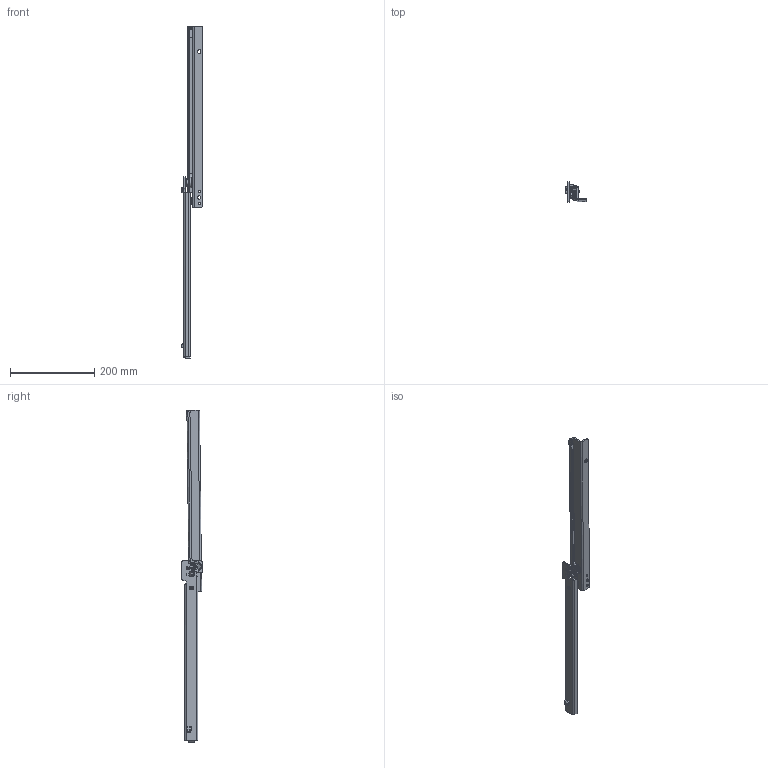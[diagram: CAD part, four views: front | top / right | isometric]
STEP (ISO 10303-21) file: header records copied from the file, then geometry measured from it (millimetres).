
FILE_DESCRIPTION (( 'STEP AP214' ), '1' );
FILE_NAME ('215.430-GA.U004_open.STEP', '2023-03-28T15:34:14', ( '' ), ( '' ), 'SwSTEP 2.0', 'SolidWorks 2020', '' );
FILE_SCHEMA (( 'AUTOMOTIVE_DESIGN' ));
Length unit declared in the file: millimetre
Products named in the file (16): 215.XXX-01.U004_430mm; 215.XXX-01.S219_430mm; FUL-065 Laufring; FUL-065 Aussenring_standard; B01-047_B01-047 Rundkopfvernietet Mat. 3,0 mm; DIN985_M 6 - D09850003; FUL-065 + B01-047_Rundkopfvernietet Mat. 3,0 mm; FUL-065; B05-001_mit Torx T20; 215.XXX-03.U004_430mm; FUL-065 Käfig; 215.XXX-03.S220_430mm; FUL-065e_mit M6 DIN985 f. Mat.3mm; 215.430-GA.U004_open; kugel_›   3,175000    (1.8"); FUL-065 Innenring
Assembly tree (22 placements, depth 5):
  215.430-GA.U004_open
    215.XXX-01.U004_430mm
      215.XXX-01.S219_430mm
      FUL-065 + B01-047_Rundkopfvernietet Mat. 3,0 mm
        FUL-065
          FUL-065 Innenring
          kugel_›   3,175000    (1.8")  x7
          FUL-065 Käfig
          FUL-065 Aussenring_standard
          FUL-065 Laufring
        B01-047_B01-047 Rundkopfvernietet Mat. 3,0 mm
    215.XXX-03.U004_430mm
      215.XXX-03.S220_430mm
      FUL-065e_mit M6 DIN985 f. Mat.3mm
        FUL-065
          FUL-065 Innenring
          kugel_›   3,175000    (1.8")  x7
          FUL-065 Käfig
          FUL-065 Aussenring_standard
          FUL-065 Laufring
        B05-001_mit Torx T20
        DIN985_M 6 - D09850003
Bounding box: 49.76 x 48 x 787.03 mm (x, y, z)
Volume: 158298.9 mm3; surface area: 117593 mm2
Topology: 27 solids, 27 shells, 1059 faces, 2662 edges, 1658 vertices
Faces by surface type: plane 397, cylinder 341, sphere 132, cone 101, torus 54, bspline 34
Entity records: 27609 total; most frequent: CARTESIAN_POINT 6785, DIRECTION 4244, ORIENTED_EDGE 4092, EDGE_CURVE 2046, AXIS2_PLACEMENT_3D 1654, VERTEX_POINT 1261, LINE 936, VECTOR 936
